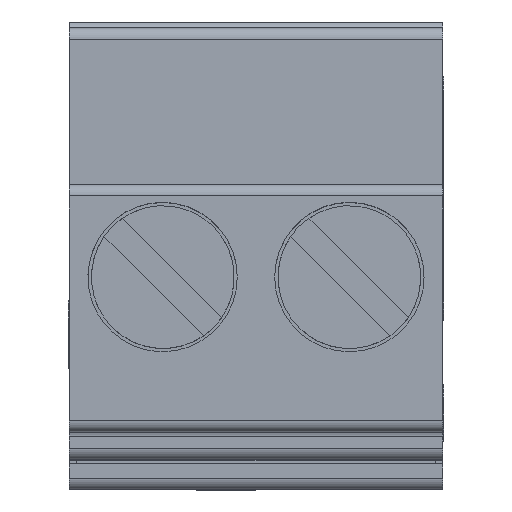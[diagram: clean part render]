
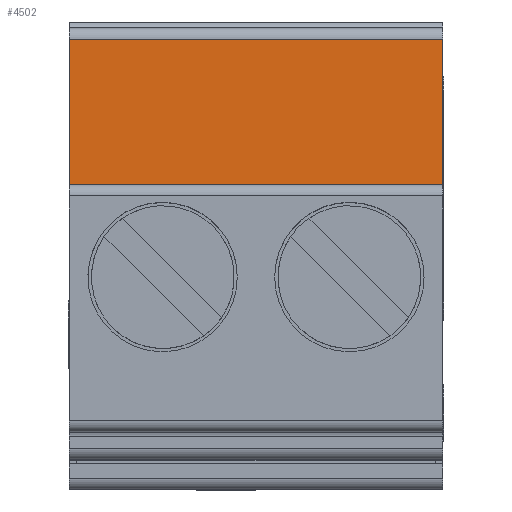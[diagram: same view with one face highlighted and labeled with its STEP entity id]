
A CAD part, top view. The second image highlights one B-rep face of the part: STEP entity #4502.
In plain terms, the highlighted planar face has unit normal (0, 0, 1).
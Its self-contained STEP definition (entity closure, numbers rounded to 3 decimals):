
#4502=ADVANCED_FACE('',(#12365),#12366,.T.);
#5698=VERTEX_POINT('',#14156);
#5702=EDGE_CURVE('',#14161,#5698,#14162,.T.);
#6076=VERTEX_POINT('',#14605);
#6078=EDGE_CURVE('',#14607,#6076,#14608,.T.);
#6162=EDGE_CURVE('',#5698,#6076,#14699,.T.);
#12365=FACE_OUTER_BOUND('',#20850,.T.);
#12366=PLANE('',#20851);
#14156=CARTESIAN_POINT('',(-0.005,12.04,16.94));
#14161=VERTEX_POINT('',#23532);
#14162=LINE('',#23533,#23534);
#14605=CARTESIAN_POINT('',(-0.005,8.14,16.94));
#14607=VERTEX_POINT('',#24198);
#14608=LINE('',#24199,#24200);
#14699=LINE('',#24345,#24346);
#20850=EDGE_LOOP('',(#36546,#36547,#36548,#36549));
#20851=AXIS2_PLACEMENT_3D('',#36550,#36551,#36552);
#23532=CARTESIAN_POINT('',(9.992,12.04,16.94));
#23533=CARTESIAN_POINT('',(5.067,12.04,16.94));
#23534=VECTOR('',#41548,1.0);
#24198=CARTESIAN_POINT('',(9.992,8.14,16.94));
#24199=CARTESIAN_POINT('',(2.495,8.14,16.94));
#24200=VECTOR('',#41738,1.0);
#24345=CARTESIAN_POINT('',(-0.005,12.04,16.94));
#24346=VECTOR('',#41778,1.0);
#36546=ORIENTED_EDGE('',*,*,#6078,.F.);
#36547=ORIENTED_EDGE('',*,*,#43708,.F.);
#36548=ORIENTED_EDGE('',*,*,#5702,.T.);
#36549=ORIENTED_EDGE('',*,*,#6162,.T.);
#36550=CARTESIAN_POINT('',(2.558,8.042,16.94));
#36551=DIRECTION('',(0.0,0.,1.0));
#36552=DIRECTION('',(1.0,0.0,0.0));
#41548=DIRECTION('',(-1.0,0.,0.));
#41738=DIRECTION('',(-1.0,0.,0.));
#41778=DIRECTION('',(0.,-1.0,0.));
#43708=EDGE_CURVE('',#14161,#14607,#45373,.T.);
#45373=LINE('',#47754,#47755);
#47754=CARTESIAN_POINT('',(9.992,12.04,16.94));
#47755=VECTOR('',#49762,1.0);
#49762=DIRECTION('',(0.,-1.0,0.));
